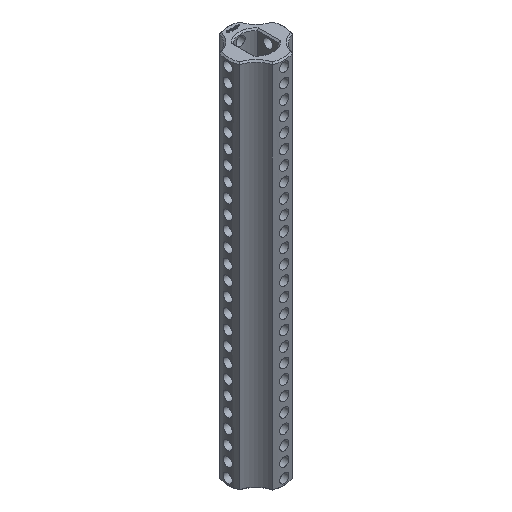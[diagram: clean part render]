
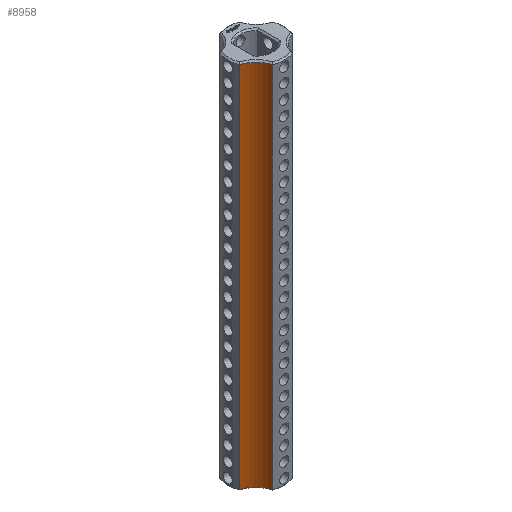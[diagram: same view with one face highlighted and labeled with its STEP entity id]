
A CAD part, isometric view. The second image highlights one B-rep face of the part: STEP entity #8958.
In plain terms, the highlighted cylindrical face has radius 5 mm (diameter 10 mm), a partial arc.
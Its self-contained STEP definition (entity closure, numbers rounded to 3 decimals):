
#2797 = EDGE_CURVE('',#2798,#2800,#2802,.T.);
#2798 = VERTEX_POINT('',#2799);
#2799 = CARTESIAN_POINT('',(-2.225,-5.841,0.3));
#2800 = VERTEX_POINT('',#2801);
#2801 = CARTESIAN_POINT('',(-2.225,-5.841,80.95));
#2802 = LINE('',#2803,#2804);
#2803 = CARTESIAN_POINT('',(-2.225,-5.841,0.));
#2804 = VECTOR('',#2805,1.);
#2805 = DIRECTION('',(0.,0.,1.));
#8958 = ADVANCED_FACE('',(#8959),#8986,.F.);
#8959 = FACE_BOUND('',#8960,.T.);
#8960 = EDGE_LOOP('',(#8961,#8962,#8971,#8979));
#8961 = ORIENTED_EDGE('',*,*,#2797,.T.);
#8962 = ORIENTED_EDGE('',*,*,#8963,.T.);
#8963 = EDGE_CURVE('',#2800,#8964,#8966,.T.);
#8964 = VERTEX_POINT('',#8965);
#8965 = CARTESIAN_POINT('',(-5.841,-2.225,80.95));
#8966 = CIRCLE('',#8967,5.);
#8967 = AXIS2_PLACEMENT_3D('',#8968,#8969,#8970);
#8968 = CARTESIAN_POINT('',(-7.071,-7.071,80.95));
#8969 = DIRECTION('',(0.,-0.,1.));
#8970 = DIRECTION('',(0.969,0.246,0.));
#8971 = ORIENTED_EDGE('',*,*,#8972,.F.);
#8972 = EDGE_CURVE('',#8973,#8964,#8975,.T.);
#8973 = VERTEX_POINT('',#8974);
#8974 = CARTESIAN_POINT('',(-5.841,-2.225,0.3));
#8975 = LINE('',#8976,#8977);
#8976 = CARTESIAN_POINT('',(-5.841,-2.225,0.));
#8977 = VECTOR('',#8978,1.);
#8978 = DIRECTION('',(0.,0.,1.));
#8979 = ORIENTED_EDGE('',*,*,#8980,.F.);
#8980 = EDGE_CURVE('',#2798,#8973,#8981,.T.);
#8981 = CIRCLE('',#8982,5.);
#8982 = AXIS2_PLACEMENT_3D('',#8983,#8984,#8985);
#8983 = CARTESIAN_POINT('',(-7.071,-7.071,0.3));
#8984 = DIRECTION('',(0.,-0.,1.));
#8985 = DIRECTION('',(0.969,0.246,0.));
#8986 = CYLINDRICAL_SURFACE('',#8987,5.);
#8987 = AXIS2_PLACEMENT_3D('',#8988,#8989,#8990);
#8988 = CARTESIAN_POINT('',(-7.071,-7.071,0.));
#8989 = DIRECTION('',(-0.,-0.,-1.));
#8990 = DIRECTION('',(1.,0.,0.));
